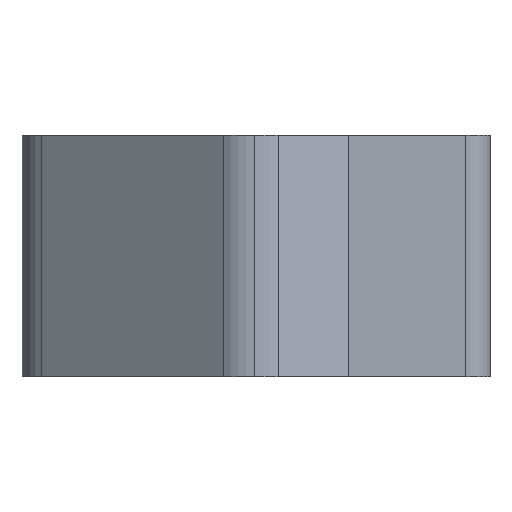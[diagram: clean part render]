
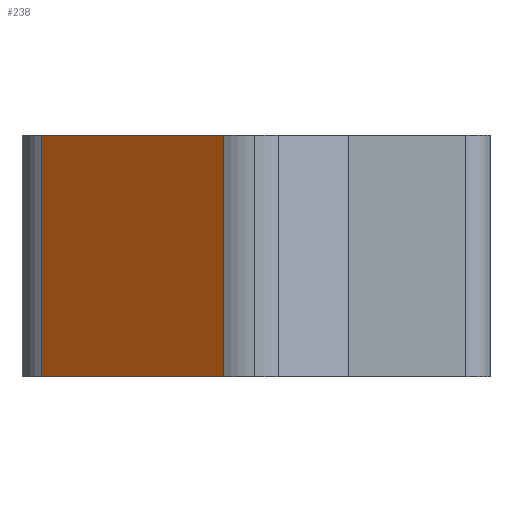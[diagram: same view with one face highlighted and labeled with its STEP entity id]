
A CAD part, left-side view. The second image highlights one B-rep face of the part: STEP entity #238.
In plain terms, the highlighted planar face has unit normal (-0.793, 0.609, 0).
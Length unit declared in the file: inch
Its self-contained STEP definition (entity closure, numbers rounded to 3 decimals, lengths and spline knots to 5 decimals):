
#5 = VERTEX_POINT ( 'NONE', #362 ) ;
#78 = VERTEX_POINT ( 'NONE', #524 ) ;
#116 = VERTEX_POINT ( 'NONE', #565 ) ;
#118 = EDGE_CURVE ( 'NONE', #116, #78, #558, .T. ) ;
#142 = VERTEX_POINT ( 'NONE', #624 ) ;
#198 = EDGE_CURVE ( 'NONE', #5, #142, #733, .T. ) ;
#238 = ADVANCED_FACE ( 'NONE', ( #826 ), #823, .F. ) ;
#239 = ORIENTED_EDGE ( 'NONE', *, *, #261, .F. ) ;
#240 = ORIENTED_EDGE ( 'NONE', *, *, #198, .T. ) ;
#241 = ORIENTED_EDGE ( 'NONE', *, *, #118, .F. ) ;
#242 = EDGE_LOOP ( 'NONE', ( #240, #239, #241, #250 ) ) ;
#248 = EDGE_CURVE ( 'NONE', #116, #5, #819, .T. ) ;
#250 = ORIENTED_EDGE ( 'NONE', *, *, #248, .T. ) ;
#261 = EDGE_CURVE ( 'NONE', #78, #142, #801, .T. ) ;
#362 = CARTESIAN_POINT ( 'NONE',  ( -0.37531, 0.37159, 0. ) ) ;
#524 = CARTESIAN_POINT ( 'NONE',  ( -0.49131, 0.22059, 0.2 ) ) ;
#557 = CARTESIAN_POINT ( 'NONE',  ( -0.37531, 0.37159, 0.2 ) ) ;
#558 = LINE ( 'NONE', #557, #575 ) ;
#565 = CARTESIAN_POINT ( 'NONE',  ( -0.37531, 0.37159, 0.2 ) ) ;
#574 = DIRECTION ( 'NONE',  ( -0.609, -0.793, 0. ) ) ;
#575 = VECTOR ( 'NONE', #574, 39.37008 ) ;
#624 = CARTESIAN_POINT ( 'NONE',  ( -0.49131, 0.22059, 0. ) ) ;
#722 = VECTOR ( 'NONE', #731, 39.37008 ) ;
#731 = DIRECTION ( 'NONE',  ( -0.609, -0.793, 0. ) ) ;
#732 = CARTESIAN_POINT ( 'NONE',  ( -0.37531, 0.37159, 0. ) ) ;
#733 = LINE ( 'NONE', #732, #722 ) ;
#779 = DIRECTION ( 'NONE',  ( 0.609, 0.793, 0. ) ) ;
#780 = DIRECTION ( 'NONE',  ( 0.793, -0.609, 0. ) ) ;
#798 = DIRECTION ( 'NONE',  ( 0., 0., -1. ) ) ;
#799 = VECTOR ( 'NONE', #798, 39.37008 ) ;
#800 = CARTESIAN_POINT ( 'NONE',  ( -0.49131, 0.22059, 0.2 ) ) ;
#801 = LINE ( 'NONE', #800, #799 ) ;
#813 = DIRECTION ( 'NONE',  ( 0., 0., -1. ) ) ;
#814 = VECTOR ( 'NONE', #813, 39.37008 ) ;
#815 = CARTESIAN_POINT ( 'NONE',  ( -0.37531, 0.37159, 0.2 ) ) ;
#819 = LINE ( 'NONE', #815, #814 ) ;
#823 = PLANE ( 'NONE',  #825 ) ;
#824 = CARTESIAN_POINT ( 'NONE',  ( -0.37531, 0.37159, 0.2 ) ) ;
#825 = AXIS2_PLACEMENT_3D ( 'NONE', #824, #780, #779 ) ;
#826 = FACE_OUTER_BOUND ( 'NONE', #242, .T. ) ;
